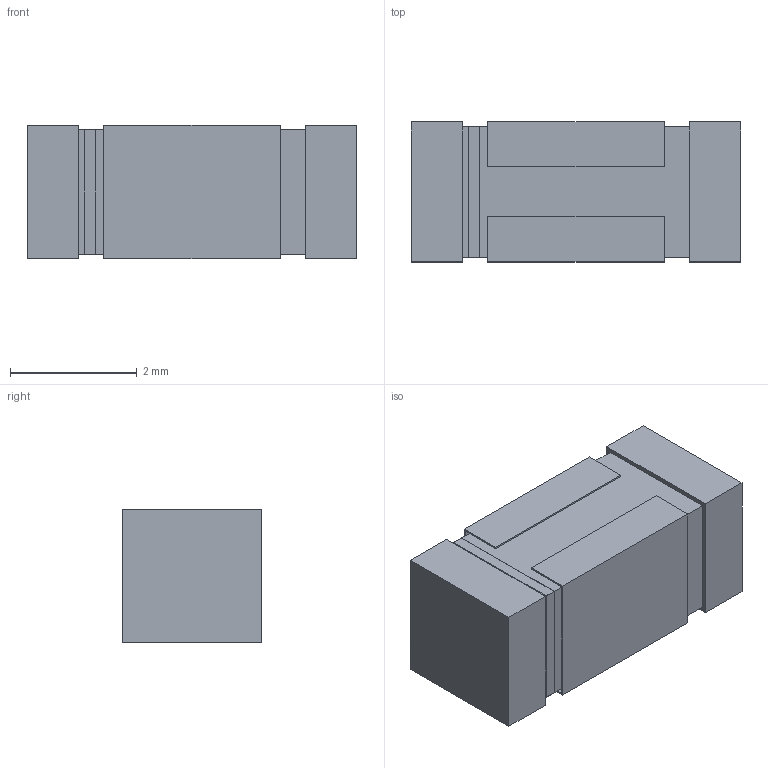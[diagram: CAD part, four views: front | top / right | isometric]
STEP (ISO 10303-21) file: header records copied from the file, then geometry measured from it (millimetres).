
FILE_DESCRIPTION(('STEP AP214'),'1');
FILE_NAME('ANT_2450AT42B100E_JOT','2024-12-24T12:27:42',(''),(''),'','','');
FILE_SCHEMA(('AUTOMOTIVE_DESIGN'));
Length unit declared in the file: millimetre
Products named in the file (1): product
Bounding box: 5.21 x 2.21 x 2.11 mm (x, y, z)
Volume: 22.5 mm3; surface area: 112 mm2
Topology: 6 solids, 6 shells, 50 faces, 112 edges, 72 vertices
Faces by surface type: plane 50
Entity records: 1452 total; most frequent: ORIENTED_EDGE 224, DIRECTION 214, CARTESIAN_POINT 123, EDGE_CURVE 112, LINE 112, VECTOR 112, VERTEX_POINT 72, AXIS2_PLACEMENT_3D 51
